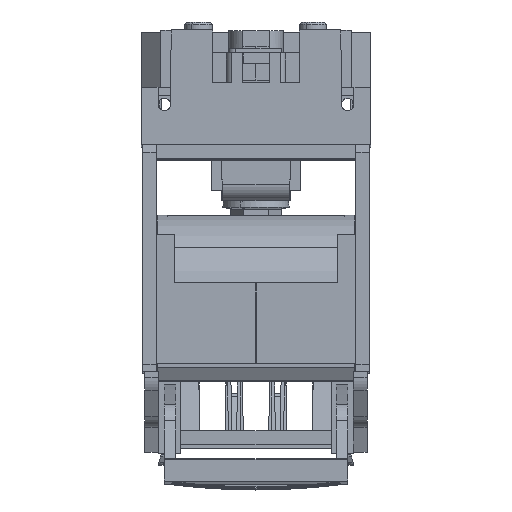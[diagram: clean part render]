
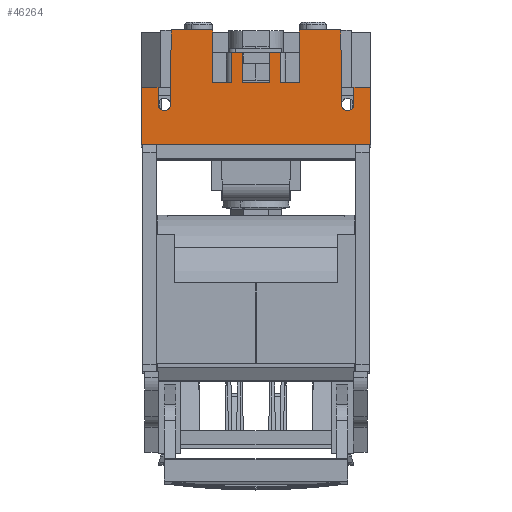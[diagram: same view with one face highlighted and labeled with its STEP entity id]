
A CAD part, top view. The second image highlights one B-rep face of the part: STEP entity #46264.
In plain terms, the highlighted planar face has unit normal (0, 0, 1).
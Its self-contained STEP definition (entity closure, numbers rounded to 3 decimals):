
#41399=AXIS2_PLACEMENT_3D('Circle Axis2P3D',#41397,#41398,$) ;
#43773=AXIS2_PLACEMENT_3D('Circle Axis2P3D',#43771,#43772,$) ;
#46154=AXIS2_PLACEMENT_3D('Plane Axis2P3D',#46151,#46152,#46153) ;
#40329=CARTESIAN_POINT('Vertex',(-37.016,-4.,277.064)) ;
#40332=CARTESIAN_POINT('Line Origine',(-27.915,-4.,277.064)) ;
#40336=CARTESIAN_POINT('Vertex',(-18.814,-4.,277.064)) ;
#40643=CARTESIAN_POINT('Vertex',(-50.,-54.,277.064)) ;
#40646=CARTESIAN_POINT('Line Origine',(-50.,-29.,277.064)) ;
#40650=CARTESIAN_POINT('Vertex',(-50.,-29.,277.064)) ;
#40984=CARTESIAN_POINT('Vertex',(50.,-54.,277.064)) ;
#40987=CARTESIAN_POINT('Line Origine',(0.,-54.,277.064)) ;
#41362=CARTESIAN_POINT('Vertex',(42.7,-36.524,277.064)) ;
#41365=CARTESIAN_POINT('Line Origine',(42.733,-32.762,277.064)) ;
#41369=CARTESIAN_POINT('Vertex',(42.766,-29.,277.064)) ;
#41397=CARTESIAN_POINT('Axis2P3D Location',(40.,-36.5,277.064)) ;
#41401=CARTESIAN_POINT('Vertex',(37.3,-36.524,277.064)) ;
#41425=CARTESIAN_POINT('Vertex',(37.016,-4.,277.064)) ;
#41430=CARTESIAN_POINT('Line Origine',(37.158,-20.262,277.064)) ;
#43741=CARTESIAN_POINT('Vertex',(-37.3,-36.524,277.064)) ;
#43744=CARTESIAN_POINT('Line Origine',(-37.158,-20.262,277.064)) ;
#43768=CARTESIAN_POINT('Vertex',(-42.7,-36.524,277.064)) ;
#43771=CARTESIAN_POINT('Axis2P3D Location',(-40.,-36.5,277.064)) ;
#43799=CARTESIAN_POINT('Vertex',(-42.766,-29.,277.064)) ;
#43802=CARTESIAN_POINT('Line Origine',(-42.733,-32.762,277.064)) ;
#45055=CARTESIAN_POINT('Vertex',(18.814,-4.,277.064)) ;
#45058=CARTESIAN_POINT('Line Origine',(27.915,-4.,277.064)) ;
#46107=CARTESIAN_POINT('Line Origine',(-18.814,-22.,277.064)) ;
#46111=CARTESIAN_POINT('Vertex',(-18.814,-27.,277.064)) ;
#46151=CARTESIAN_POINT('Axis2P3D Location',(0.,-4.,277.064)) ;
#46157=CARTESIAN_POINT('Control Point',(18.814,-4.,277.064)) ;
#46158=CARTESIAN_POINT('Control Point',(18.814,-27.,277.064)) ;
#46159=CARTESIAN_POINT('Vertex',(18.814,-27.,277.064)) ;
#46162=CARTESIAN_POINT('Line Origine',(24.728,-27.,277.064)) ;
#46166=CARTESIAN_POINT('Vertex',(10.5,-27.,277.064)) ;
#46169=CARTESIAN_POINT('Line Origine',(10.5,-29.,277.064)) ;
#46173=CARTESIAN_POINT('Vertex',(10.5,-14.,277.064)) ;
#46176=CARTESIAN_POINT('Line Origine',(24.728,-14.,277.064)) ;
#46180=CARTESIAN_POINT('Vertex',(6.075,-14.,277.064)) ;
#46184=CARTESIAN_POINT('Control Point',(6.075,-14.,277.064)) ;
#46185=CARTESIAN_POINT('Control Point',(6.075,-27.,277.064)) ;
#46186=CARTESIAN_POINT('Vertex',(6.075,-27.,277.064)) ;
#46189=CARTESIAN_POINT('Line Origine',(24.728,-27.,277.064)) ;
#46193=CARTESIAN_POINT('Vertex',(-6.075,-27.,277.064)) ;
#46197=CARTESIAN_POINT('Control Point',(-6.075,-14.,277.064)) ;
#46198=CARTESIAN_POINT('Control Point',(-6.075,-27.,277.064)) ;
#46199=CARTESIAN_POINT('Vertex',(-6.075,-14.,277.064)) ;
#46202=CARTESIAN_POINT('Line Origine',(24.728,-14.,277.064)) ;
#46206=CARTESIAN_POINT('Vertex',(-10.5,-14.,277.064)) ;
#46209=CARTESIAN_POINT('Line Origine',(-10.5,-29.,277.064)) ;
#46213=CARTESIAN_POINT('Vertex',(-10.5,-27.,277.064)) ;
#46216=CARTESIAN_POINT('Line Origine',(24.728,-27.,277.064)) ;
#46221=CARTESIAN_POINT('Line Origine',(24.728,-29.,277.064)) ;
#46226=CARTESIAN_POINT('Line Origine',(50.,-29.,277.064)) ;
#46230=CARTESIAN_POINT('Vertex',(50.,-29.,277.064)) ;
#46233=CARTESIAN_POINT('Line Origine',(24.728,-29.,277.064)) ;
#40333=DIRECTION('Vector Direction',(-1.,0.,0.)) ;
#40647=DIRECTION('Vector Direction',(0.,1.,0.)) ;
#40988=DIRECTION('Vector Direction',(-1.,0.,0.)) ;
#41366=DIRECTION('Vector Direction',(-0.009,-1.,0.)) ;
#41398=DIRECTION('Axis2P3D Direction',(0.,0.,1.)) ;
#41431=DIRECTION('Vector Direction',(0.009,-1.,0.)) ;
#43745=DIRECTION('Vector Direction',(-0.009,-1.,0.)) ;
#43772=DIRECTION('Axis2P3D Direction',(0.,0.,-1.)) ;
#43803=DIRECTION('Vector Direction',(0.009,-1.,0.)) ;
#45059=DIRECTION('Vector Direction',(-1.,0.,0.)) ;
#46108=DIRECTION('Vector Direction',(0.,1.,0.)) ;
#46152=DIRECTION('Axis2P3D Direction',(-0.,0.,1.)) ;
#46153=DIRECTION('Axis2P3D XDirection',(1.,0.,0.)) ;
#46163=DIRECTION('Vector Direction',(1.,0.,0.)) ;
#46170=DIRECTION('Vector Direction',(0.,1.,0.)) ;
#46177=DIRECTION('Vector Direction',(1.,0.,0.)) ;
#46190=DIRECTION('Vector Direction',(1.,0.,0.)) ;
#46203=DIRECTION('Vector Direction',(1.,0.,0.)) ;
#46210=DIRECTION('Vector Direction',(0.,1.,0.)) ;
#46217=DIRECTION('Vector Direction',(1.,0.,0.)) ;
#46222=DIRECTION('Vector Direction',(1.,0.,0.)) ;
#46227=DIRECTION('Vector Direction',(0.,1.,0.)) ;
#46234=DIRECTION('Vector Direction',(1.,0.,0.)) ;
#40334=VECTOR('Line Direction',#40333,1.) ;
#40648=VECTOR('Line Direction',#40647,1.) ;
#40989=VECTOR('Line Direction',#40988,1.) ;
#41367=VECTOR('Line Direction',#41366,1.) ;
#41432=VECTOR('Line Direction',#41431,1.) ;
#43746=VECTOR('Line Direction',#43745,1.) ;
#43804=VECTOR('Line Direction',#43803,1.) ;
#45060=VECTOR('Line Direction',#45059,1.) ;
#46109=VECTOR('Line Direction',#46108,1.) ;
#46164=VECTOR('Line Direction',#46163,1.) ;
#46171=VECTOR('Line Direction',#46170,1.) ;
#46178=VECTOR('Line Direction',#46177,1.) ;
#46191=VECTOR('Line Direction',#46190,1.) ;
#46204=VECTOR('Line Direction',#46203,1.) ;
#46211=VECTOR('Line Direction',#46210,1.) ;
#46218=VECTOR('Line Direction',#46217,1.) ;
#46223=VECTOR('Line Direction',#46222,1.) ;
#46228=VECTOR('Line Direction',#46227,1.) ;
#46235=VECTOR('Line Direction',#46234,1.) ;
#46239=ORIENTED_EDGE('',*,*,#45062,.F.) ;
#46240=ORIENTED_EDGE('',*,*,#46161,.T.) ;
#46241=ORIENTED_EDGE('',*,*,#46168,.F.) ;
#46242=ORIENTED_EDGE('',*,*,#46175,.T.) ;
#46243=ORIENTED_EDGE('',*,*,#46182,.F.) ;
#46244=ORIENTED_EDGE('',*,*,#46188,.T.) ;
#46245=ORIENTED_EDGE('',*,*,#46195,.T.) ;
#46246=ORIENTED_EDGE('',*,*,#46201,.F.) ;
#46247=ORIENTED_EDGE('',*,*,#46208,.T.) ;
#46248=ORIENTED_EDGE('',*,*,#46215,.F.) ;
#46249=ORIENTED_EDGE('',*,*,#46220,.T.) ;
#46250=ORIENTED_EDGE('',*,*,#46113,.F.) ;
#46251=ORIENTED_EDGE('',*,*,#40338,.T.) ;
#46252=ORIENTED_EDGE('',*,*,#43748,.T.) ;
#46253=ORIENTED_EDGE('',*,*,#43775,.T.) ;
#46254=ORIENTED_EDGE('',*,*,#43806,.T.) ;
#46255=ORIENTED_EDGE('',*,*,#46225,.F.) ;
#46256=ORIENTED_EDGE('',*,*,#40652,.T.) ;
#46257=ORIENTED_EDGE('',*,*,#40991,.F.) ;
#46258=ORIENTED_EDGE('',*,*,#46232,.F.) ;
#46259=ORIENTED_EDGE('',*,*,#46237,.F.) ;
#46260=ORIENTED_EDGE('',*,*,#41371,.F.) ;
#46261=ORIENTED_EDGE('',*,*,#41403,.F.) ;
#46262=ORIENTED_EDGE('',*,*,#41434,.F.) ;
#46264=ADVANCED_FACE('804187_L01_NH-Leistenunterteil Gr.3  L/SL3/W/3A',(#46263),#46155,.T.) ;
#46156=B_SPLINE_CURVE_WITH_KNOTS('',1,(#46157,#46158),.UNSPECIFIED.,.F.,.U.,(2,2),(-11.5,11.5),.UNSPECIFIED.) ;
#46183=B_SPLINE_CURVE_WITH_KNOTS('',1,(#46184,#46185),.UNSPECIFIED.,.F.,.U.,(2,2),(-6.5,6.5),.UNSPECIFIED.) ;
#46196=B_SPLINE_CURVE_WITH_KNOTS('',1,(#46197,#46198),.UNSPECIFIED.,.F.,.U.,(2,2),(-6.5,6.5),.UNSPECIFIED.) ;
#41400=CIRCLE('generated circle',#41399,2.7) ;
#43774=CIRCLE('generated circle',#43773,2.7) ;
#40338=EDGE_CURVE('',#40337,#40330,#40335,.T.) ;
#40652=EDGE_CURVE('',#40651,#40644,#40649,.F.) ;
#40991=EDGE_CURVE('',#40985,#40644,#40990,.T.) ;
#41371=EDGE_CURVE('',#41363,#41370,#41368,.F.) ;
#41403=EDGE_CURVE('',#41402,#41363,#41400,.T.) ;
#41434=EDGE_CURVE('',#41426,#41402,#41433,.T.) ;
#43748=EDGE_CURVE('',#40330,#43742,#43747,.T.) ;
#43775=EDGE_CURVE('',#43742,#43769,#43774,.T.) ;
#43806=EDGE_CURVE('',#43769,#43800,#43805,.F.) ;
#45062=EDGE_CURVE('',#45056,#41426,#45061,.F.) ;
#46113=EDGE_CURVE('',#40337,#46112,#46110,.F.) ;
#46161=EDGE_CURVE('',#45056,#46160,#46156,.T.) ;
#46168=EDGE_CURVE('',#46167,#46160,#46165,.T.) ;
#46175=EDGE_CURVE('',#46167,#46174,#46172,.T.) ;
#46182=EDGE_CURVE('',#46181,#46174,#46179,.T.) ;
#46188=EDGE_CURVE('',#46181,#46187,#46183,.T.) ;
#46195=EDGE_CURVE('',#46187,#46194,#46192,.F.) ;
#46201=EDGE_CURVE('',#46200,#46194,#46196,.T.) ;
#46208=EDGE_CURVE('',#46200,#46207,#46205,.F.) ;
#46215=EDGE_CURVE('',#46214,#46207,#46212,.T.) ;
#46220=EDGE_CURVE('',#46214,#46112,#46219,.F.) ;
#46225=EDGE_CURVE('',#40651,#43800,#46224,.T.) ;
#46232=EDGE_CURVE('',#46231,#40985,#46229,.F.) ;
#46237=EDGE_CURVE('',#41370,#46231,#46236,.T.) ;
#46238=EDGE_LOOP('',(#46239,#46240,#46241,#46242,#46243,#46244,#46245,#46246,#46247,#46248,#46249,#46250,#46251,#46252,#46253,#46254,#46255,#46256,#46257,#46258,#46259,#46260,#46261,#46262)) ;
#46263=FACE_OUTER_BOUND('',#46238,.T.) ;
#40335=LINE('Line',#40332,#40334) ;
#40649=LINE('Line',#40646,#40648) ;
#40990=LINE('Line',#40987,#40989) ;
#41368=LINE('Line',#41365,#41367) ;
#41433=LINE('Line',#41430,#41432) ;
#43747=LINE('Line',#43744,#43746) ;
#43805=LINE('Line',#43802,#43804) ;
#45061=LINE('Line',#45058,#45060) ;
#46110=LINE('Line',#46107,#46109) ;
#46165=LINE('Line',#46162,#46164) ;
#46172=LINE('Line',#46169,#46171) ;
#46179=LINE('Line',#46176,#46178) ;
#46192=LINE('Line',#46189,#46191) ;
#46205=LINE('Line',#46202,#46204) ;
#46212=LINE('Line',#46209,#46211) ;
#46219=LINE('Line',#46216,#46218) ;
#46224=LINE('Line',#46221,#46223) ;
#46229=LINE('Line',#46226,#46228) ;
#46236=LINE('Line',#46233,#46235) ;
#46155=PLANE('Plane',#46154) ;
#40330=VERTEX_POINT('',#40329) ;
#40337=VERTEX_POINT('',#40336) ;
#40644=VERTEX_POINT('',#40643) ;
#40651=VERTEX_POINT('',#40650) ;
#40985=VERTEX_POINT('',#40984) ;
#41363=VERTEX_POINT('',#41362) ;
#41370=VERTEX_POINT('',#41369) ;
#41402=VERTEX_POINT('',#41401) ;
#41426=VERTEX_POINT('',#41425) ;
#43742=VERTEX_POINT('',#43741) ;
#43769=VERTEX_POINT('',#43768) ;
#43800=VERTEX_POINT('',#43799) ;
#45056=VERTEX_POINT('',#45055) ;
#46112=VERTEX_POINT('',#46111) ;
#46160=VERTEX_POINT('',#46159) ;
#46167=VERTEX_POINT('',#46166) ;
#46174=VERTEX_POINT('',#46173) ;
#46181=VERTEX_POINT('',#46180) ;
#46187=VERTEX_POINT('',#46186) ;
#46194=VERTEX_POINT('',#46193) ;
#46200=VERTEX_POINT('',#46199) ;
#46207=VERTEX_POINT('',#46206) ;
#46214=VERTEX_POINT('',#46213) ;
#46231=VERTEX_POINT('',#46230) ;
